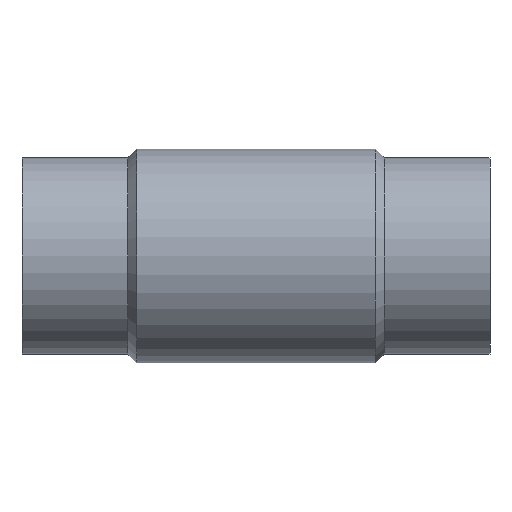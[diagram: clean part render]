
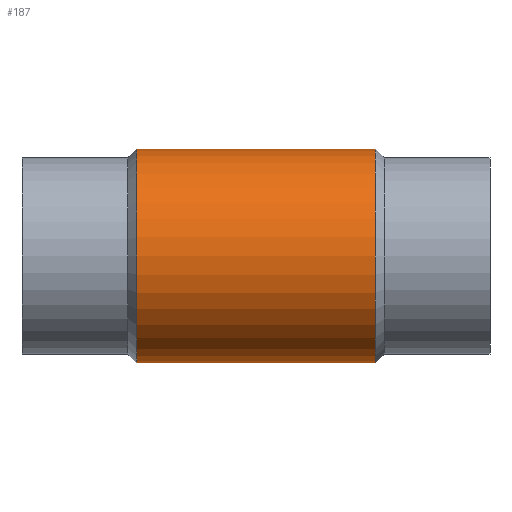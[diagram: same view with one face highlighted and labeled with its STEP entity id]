
A CAD part, front view. The second image highlights one B-rep face of the part: STEP entity #187.
In plain terms, the highlighted cylindrical face has radius 171.8 mm (diameter 343.6 mm), a full revolution.
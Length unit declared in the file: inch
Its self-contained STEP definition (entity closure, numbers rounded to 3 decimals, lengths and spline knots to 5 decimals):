
#3 = AXIS2_PLACEMENT_3D ( 'NONE', #372, #422, #225 ) ;
#5 = DIRECTION ( 'NONE',  ( 0., 1., 0. ) ) ;
#20 = FACE_OUTER_BOUND ( 'NONE', #213, .T. ) ;
#46 = CARTESIAN_POINT ( 'NONE',  ( -24.35288, 26.88069, 39.74027 ) ) ;
#102 = AXIS2_PLACEMENT_3D ( 'NONE', #521, #284, #5 ) ;
#108 = CARTESIAN_POINT ( 'NONE',  ( 2.70224, 26.88069, 39.74027 ) ) ;
#136 = CARTESIAN_POINT ( 'NONE',  ( -10.82532, 13.35313, 26.21272 ) ) ;
#148 = CARTESIAN_POINT ( 'NONE',  ( -10.82532, 13.35313, 39.74027 ) ) ;
#153 = CARTESIAN_POINT ( 'NONE',  ( -10.82532, 13.35313, 26.21272 ) ) ;
#183 = CYLINDRICAL_SURFACE ( 'NONE', #287, 6.76378 ) ;
#187 = ADVANCED_FACE ( 'NONE', ( #606, #524, #20 ), #183, .T. ) ;
#199 = CARTESIAN_POINT ( 'NONE',  ( -10.82532, 13.35313, 26.21272 ) ) ;
#209 = ORIENTED_EDGE ( 'NONE', *, *, #348, .F. ) ;
#213 = EDGE_LOOP ( 'NONE', ( #209 ) ) ;
#214 = DIRECTION ( 'NONE',  ( 0., 0., -1. ) ) ;
#225 = DIRECTION ( 'NONE',  ( 0., 1., 0. ) ) ;
#230 = VERTEX_POINT ( 'NONE', #153 ) ;
#284 = DIRECTION ( 'NONE',  ( -1., 0., 0. ) ) ;
#287 = AXIS2_PLACEMENT_3D ( 'NONE', #549, #409, #214 ) ;
#306 = EDGE_CURVE ( 'NONE', #515, #515, #352, .T. ) ;
#316 = EDGE_CURVE ( 'NONE', #491, #230, #583, .T. ) ;
#348 = EDGE_CURVE ( 'NONE', #575, #575, #511, .T. ) ;
#352 = CIRCLE ( 'NONE', #102, 6.76378 ) ;
#372 = CARTESIAN_POINT ( 'NONE',  ( -3.27807, 13.35313, 32.97649 ) ) ;
#375 = ORIENTED_EDGE ( 'NONE', *, *, #316, .T. ) ;
#386 = CARTESIAN_POINT ( 'NONE',  ( -24.35288, 26.88069, 26.21272 ) ) ;
#398 = EDGE_LOOP ( 'NONE', ( #503 ) ) ;
#405 = CARTESIAN_POINT ( 'NONE',  ( -10.82532, 13.35313, 39.74027 ) ) ;
#409 = DIRECTION ( 'NONE',  ( 1., 0., 0. ) ) ;
#422 = DIRECTION ( 'NONE',  ( 1., 0., 0. ) ) ;
#445 = ORIENTED_EDGE ( 'NONE', *, *, #472, .T. ) ;
#446 = CARTESIAN_POINT ( 'NONE',  ( -10.82532, 13.35313, 39.74027 ) ) ;
#472 = EDGE_CURVE ( 'NONE', #230, #491, #553, .T. ) ;
#491 = VERTEX_POINT ( 'NONE', #446 ) ;
#493 = CARTESIAN_POINT ( 'NONE',  ( -18.37256, 20.11691, 32.97649 ) ) ;
#503 = ORIENTED_EDGE ( 'NONE', *, *, #306, .F. ) ;
#511 = CIRCLE ( 'NONE', #3, 6.76378 ) ;
#515 = VERTEX_POINT ( 'NONE', #493 ) ;
#521 = CARTESIAN_POINT ( 'NONE',  ( -18.37256, 13.35313, 32.97649 ) ) ;
#524 = FACE_OUTER_BOUND ( 'NONE', #398, .T. ) ;
#542 = CARTESIAN_POINT ( 'NONE',  ( 2.70224, 26.88069, 26.21272 ) ) ;
#549 = CARTESIAN_POINT ( 'NONE',  ( -10.82532, 13.35313, 32.97649 ) ) ;
#553 =( BOUNDED_CURVE ( )  B_SPLINE_CURVE ( 3, ( #199, #542, #108, #405 ),
 .UNSPECIFIED., .F., .F. ) 
 B_SPLINE_CURVE_WITH_KNOTS ( ( 4, 4 ),
 ( 1.5708, 4.71239 ),
 .UNSPECIFIED. ) 
 CURVE ( )  GEOMETRIC_REPRESENTATION_ITEM ( )  RATIONAL_B_SPLINE_CURVE ( ( 1., 0.333, 0.333, 1. ) ) 
 REPRESENTATION_ITEM ( '' )  );
#555 = CARTESIAN_POINT ( 'NONE',  ( -3.27807, 20.11691, 32.97649 ) ) ;
#575 = VERTEX_POINT ( 'NONE', #555 ) ;
#583 =( BOUNDED_CURVE ( )  B_SPLINE_CURVE ( 3, ( #148, #46, #386, #136 ),
 .UNSPECIFIED., .F., .T. ) 
 B_SPLINE_CURVE_WITH_KNOTS ( ( 4, 4 ),
 ( 1.5708, 4.71239 ),
 .UNSPECIFIED. ) 
 CURVE ( )  GEOMETRIC_REPRESENTATION_ITEM ( )  RATIONAL_B_SPLINE_CURVE ( ( 1., 0.333, 0.333, 1. ) ) 
 REPRESENTATION_ITEM ( '' )  );
#586 = EDGE_LOOP ( 'NONE', ( #375, #445 ) ) ;
#606 = FACE_BOUND ( 'NONE', #586, .T. ) ;
